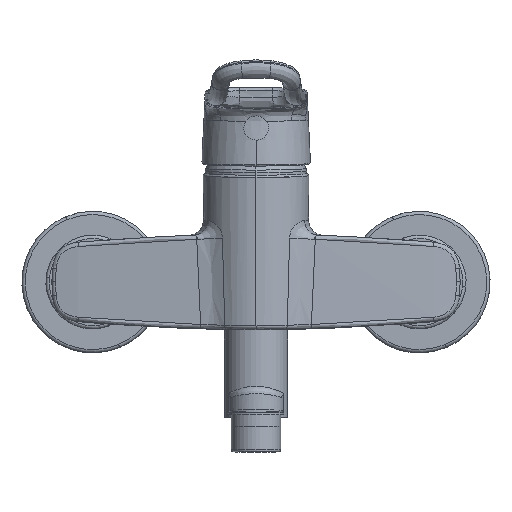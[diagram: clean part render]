
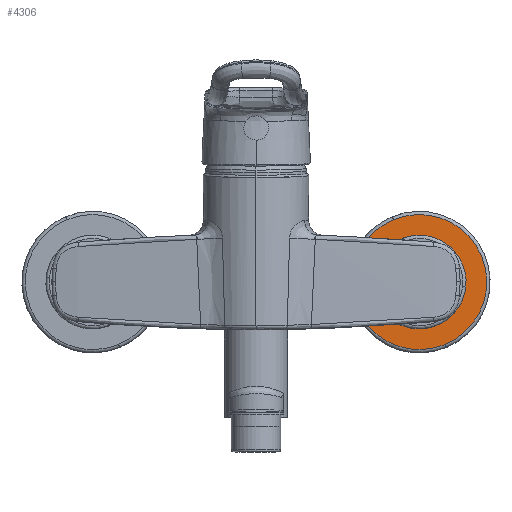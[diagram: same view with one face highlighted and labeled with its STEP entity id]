
A CAD part, top view. The second image highlights one B-rep face of the part: STEP entity #4306.
In plain terms, the highlighted planar face has unit normal (0, 0, 1).
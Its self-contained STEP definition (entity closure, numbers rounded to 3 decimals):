
#1507 = DIRECTION ( 'NONE',  ( 0., 0., 1. ) ) ;
#1609 = CIRCLE ( 'NONE', #25491, 31. ) ;
#3607 = PLANE ( 'NONE',  #21329 ) ;
#4306 = ADVANCED_FACE ( 'NONE', ( #14348 ), #3607, .T. ) ;
#4853 = CARTESIAN_POINT ( 'NONE',  ( -65.699, -72.742, 256.643 ) ) ;
#5574 = CARTESIAN_POINT ( 'NONE',  ( -77.537, -44.092, 256.643 ) ) ;
#6295 = VERTEX_POINT ( 'NONE', #18789 ) ;
#7814 = DIRECTION ( 'NONE',  ( 0., 0., 1. ) ) ;
#11474 = DIRECTION ( 'NONE',  ( 0., 0., 1. ) ) ;
#11840 = ORIENTED_EDGE ( 'NONE', *, *, #13809, .T. ) ;
#13218 = CARTESIAN_POINT ( 'NONE',  ( -77.537, -44.092, 256.643 ) ) ;
#13809 = EDGE_CURVE ( 'NONE', #22065, #6295, #1609, .T. ) ;
#13954 = EDGE_LOOP ( 'NONE', ( #11840, #19010 ) ) ;
#14348 = FACE_OUTER_BOUND ( 'NONE', #13954, .T. ) ;
#14714 = AXIS2_PLACEMENT_3D ( 'NONE', #19669, #7814, #21657 ) ;
#15209 = DIRECTION ( 'NONE',  ( 0.382, -0.924, 0. ) ) ;
#16811 = CIRCLE ( 'NONE', #14714, 31. ) ;
#18789 = CARTESIAN_POINT ( 'NONE',  ( -89.374, -15.441, 256.643 ) ) ;
#19010 = ORIENTED_EDGE ( 'NONE', *, *, #25458, .T. ) ;
#19669 = CARTESIAN_POINT ( 'NONE',  ( -77.537, -44.092, 256.643 ) ) ;
#21329 = AXIS2_PLACEMENT_3D ( 'NONE', #5574, #11474, #25363 ) ;
#21657 = DIRECTION ( 'NONE',  ( 0.382, -0.924, 0. ) ) ;
#22065 = VERTEX_POINT ( 'NONE', #4853 ) ;
#25363 = DIRECTION ( 'NONE',  ( 0.382, -0.924, 0. ) ) ;
#25458 = EDGE_CURVE ( 'NONE', #6295, #22065, #16811, .T. ) ;
#25491 = AXIS2_PLACEMENT_3D ( 'NONE', #13218, #1507, #15209 ) ;
